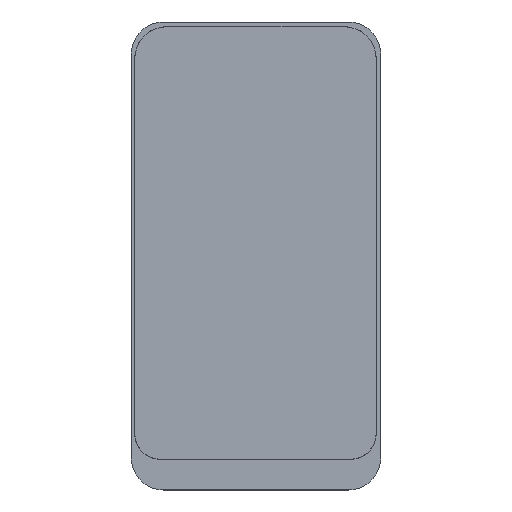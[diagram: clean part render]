
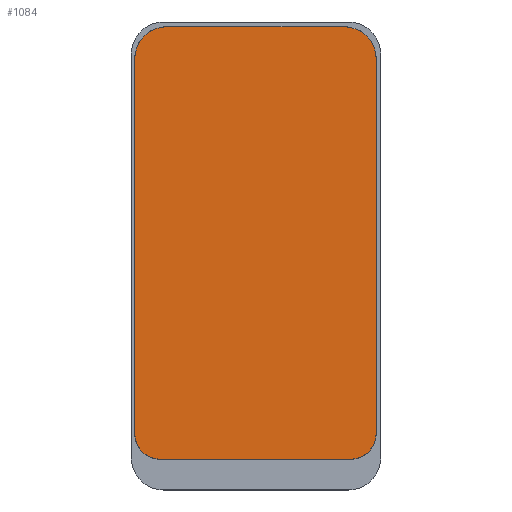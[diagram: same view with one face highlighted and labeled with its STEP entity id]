
A CAD part, top view. The second image highlights one B-rep face of the part: STEP entity #1084.
In plain terms, the highlighted planar face has unit normal (0, 0, 1).
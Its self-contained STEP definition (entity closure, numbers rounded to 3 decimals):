
#21 = CARTESIAN_POINT ( 'NONE',  ( 7.395, -16.815, 0.2 ) ) ;
#42 = AXIS2_PLACEMENT_3D ( 'NONE', #379, #1187, #646 ) ;
#48 = DIRECTION ( 'NONE',  ( 1., 0., 0. ) ) ;
#80 = EDGE_CURVE ( 'NONE', #354, #396, #503, .T. ) ;
#94 = CARTESIAN_POINT ( 'NONE',  ( 9.385, 14.325, 0.2 ) ) ;
#113 = CARTESIAN_POINT ( 'NONE',  ( -9.385, -14.825, 0.2 ) ) ;
#117 = ORIENTED_EDGE ( 'NONE', *, *, #747, .T. ) ;
#139 = LINE ( 'NONE', #113, #620 ) ;
#142 = LINE ( 'NONE', #21, #522 ) ;
#158 = VERTEX_POINT ( 'NONE', #1014 ) ;
#174 = CIRCLE ( 'NONE', #986, 2.49 ) ;
#194 = LINE ( 'NONE', #565, #264 ) ;
#211 = DIRECTION ( 'NONE',  ( 0., 0., 1. ) ) ;
#264 = VECTOR ( 'NONE', #930, 1000. ) ;
#288 = CARTESIAN_POINT ( 'NONE',  ( 7.395, -16.815, 0.2 ) ) ;
#291 = ORIENTED_EDGE ( 'NONE', *, *, #392, .T. ) ;
#324 = CARTESIAN_POINT ( 'NONE',  ( 7.395, -14.825, 0.2 ) ) ;
#354 = VERTEX_POINT ( 'NONE', #1193 ) ;
#355 = ORIENTED_EDGE ( 'NONE', *, *, #431, .T. ) ;
#367 = CARTESIAN_POINT ( 'NONE',  ( -6.895, 16.815, 0.2 ) ) ;
#379 = CARTESIAN_POINT ( 'NONE',  ( -6.895, 14.325, 0.2 ) ) ;
#380 = CARTESIAN_POINT ( 'NONE',  ( -7.395, -14.825, 0.2 ) ) ;
#392 = EDGE_CURVE ( 'NONE', #878, #1033, #1194, .T. ) ;
#396 = VERTEX_POINT ( 'NONE', #94 ) ;
#407 = CARTESIAN_POINT ( 'NONE',  ( 7.395, -14.825, 0.2 ) ) ;
#414 = VERTEX_POINT ( 'NONE', #288 ) ;
#431 = EDGE_CURVE ( 'NONE', #550, #878, #194, .T. ) ;
#474 = AXIS2_PLACEMENT_3D ( 'NONE', #324, #762, #682 ) ;
#484 = ORIENTED_EDGE ( 'NONE', *, *, #738, .T. ) ;
#503 = LINE ( 'NONE', #871, #507 ) ;
#507 = VECTOR ( 'NONE', #1054, 1000. ) ;
#515 = DIRECTION ( 'NONE',  ( 0., -1., 0. ) ) ;
#522 = VECTOR ( 'NONE', #1043, 1000. ) ;
#531 = EDGE_LOOP ( 'NONE', ( #782, #1176, #484, #355, #291, #117, #1001, #805 ) ) ;
#550 = VERTEX_POINT ( 'NONE', #780 ) ;
#565 = CARTESIAN_POINT ( 'NONE',  ( -6.895, 16.815, 0.2 ) ) ;
#585 = CIRCLE ( 'NONE', #474, 1.99 ) ;
#619 = EDGE_CURVE ( 'NONE', #414, #354, #585, .T. ) ;
#620 = VECTOR ( 'NONE', #515, 1000. ) ;
#646 = DIRECTION ( 'NONE',  ( 1., 0., 0. ) ) ;
#681 = VERTEX_POINT ( 'NONE', #870 ) ;
#682 = DIRECTION ( 'NONE',  ( 1., 0., 0. ) ) ;
#695 = CARTESIAN_POINT ( 'NONE',  ( -9.385, 14.325, 0.2 ) ) ;
#738 = EDGE_CURVE ( 'NONE', #396, #550, #174, .T. ) ;
#747 = EDGE_CURVE ( 'NONE', #1033, #158, #139, .T. ) ;
#749 = DIRECTION ( 'NONE',  ( 1., 0., 0. ) ) ;
#762 = DIRECTION ( 'NONE',  ( 0., 0., 1. ) ) ;
#780 = CARTESIAN_POINT ( 'NONE',  ( 6.895, 16.815, 0.2 ) ) ;
#782 = ORIENTED_EDGE ( 'NONE', *, *, #619, .T. ) ;
#805 = ORIENTED_EDGE ( 'NONE', *, *, #1068, .T. ) ;
#834 = DIRECTION ( 'NONE',  ( 0., 0., 1. ) ) ;
#863 = CARTESIAN_POINT ( 'NONE',  ( 6.895, 14.325, 0.2 ) ) ;
#867 = FACE_OUTER_BOUND ( 'NONE', #531, .T. ) ;
#870 = CARTESIAN_POINT ( 'NONE',  ( -7.395, -16.815, 0.2 ) ) ;
#871 = CARTESIAN_POINT ( 'NONE',  ( 9.385, 14.325, 0.2 ) ) ;
#878 = VERTEX_POINT ( 'NONE', #367 ) ;
#926 = AXIS2_PLACEMENT_3D ( 'NONE', #407, #211, #48 ) ;
#930 = DIRECTION ( 'NONE',  ( -1., 0., 0. ) ) ;
#945 = DIRECTION ( 'NONE',  ( 1., 0., 0. ) ) ;
#949 = PLANE ( 'NONE',  #926 ) ;
#969 = DIRECTION ( 'NONE',  ( 0., 0., 1. ) ) ;
#984 = EDGE_CURVE ( 'NONE', #158, #681, #1130, .T. ) ;
#986 = AXIS2_PLACEMENT_3D ( 'NONE', #863, #969, #945 ) ;
#1001 = ORIENTED_EDGE ( 'NONE', *, *, #984, .T. ) ;
#1014 = CARTESIAN_POINT ( 'NONE',  ( -9.385, -14.825, 0.2 ) ) ;
#1033 = VERTEX_POINT ( 'NONE', #695 ) ;
#1043 = DIRECTION ( 'NONE',  ( 1., 0., 0. ) ) ;
#1054 = DIRECTION ( 'NONE',  ( 0., 1., 0. ) ) ;
#1068 = EDGE_CURVE ( 'NONE', #681, #414, #142, .T. ) ;
#1084 = ADVANCED_FACE ( 'NONE', ( #867 ), #949, .T. ) ;
#1130 = CIRCLE ( 'NONE', #1153, 1.99 ) ;
#1153 = AXIS2_PLACEMENT_3D ( 'NONE', #380, #834, #749 ) ;
#1176 = ORIENTED_EDGE ( 'NONE', *, *, #80, .T. ) ;
#1187 = DIRECTION ( 'NONE',  ( 0., 0., 1. ) ) ;
#1193 = CARTESIAN_POINT ( 'NONE',  ( 9.385, -14.825, 0.2 ) ) ;
#1194 = CIRCLE ( 'NONE', #42, 2.49 ) ;
